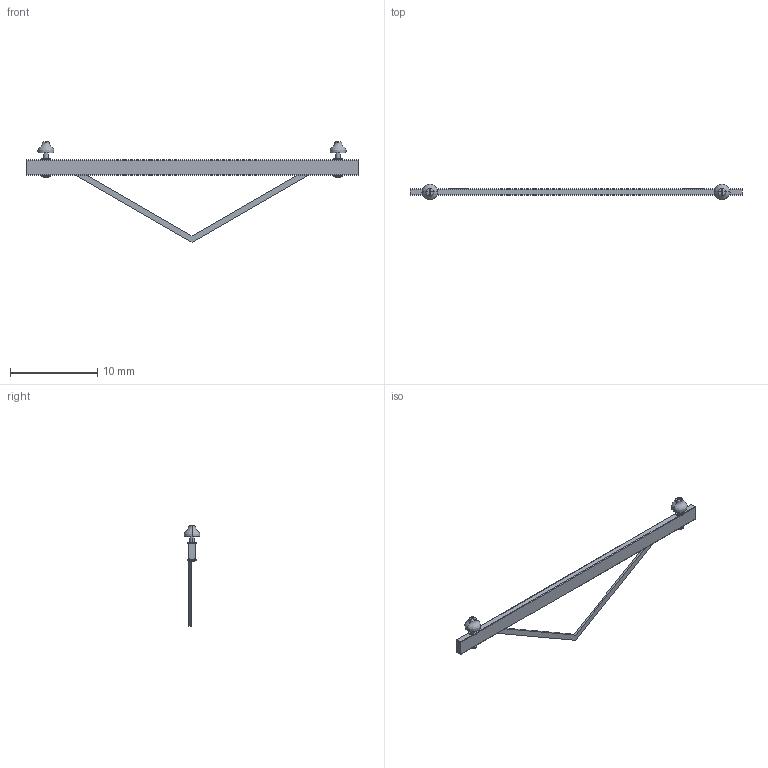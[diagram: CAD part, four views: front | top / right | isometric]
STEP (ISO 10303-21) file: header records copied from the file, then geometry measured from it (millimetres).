
FILE_DESCRIPTION(/* description */ (''),/* implementation_level */ '2;1');
FILE_NAME(/* name */ 'scale utility pole only cross brace',/* time_stamp */ '2024-11-01T13:36:24-04:00',/* author */ (''),/* organization */ (''),/* preprocessor_version */ 'ST-DEVELOPER v19.2',/* originating_system */ 'Rhino 8.12',/* authorisation */ '');
FILE_SCHEMA (('CONFIG_CONTROL_DESIGN'));
Length unit declared in the file: inch
Products named in the file (1): Document
Bounding box: 38.1 x 1.8 x 11.54 mm (x, y, z)
Volume: 58 mm3; surface area: 278.6 mm2
Topology: 4 solids, 4 shells, 58 faces, 120 edges, 80 vertices
Faces by surface type: cylinder 28, plane 26, bspline 4
Entity records: 1918 total; most frequent: CARTESIAN_POINT 716, ORIENTED_EDGE 240, DIRECTION 162, EDGE_CURVE 120, AXIS2_PLACEMENT_3D 108, VERTEX_POINT 80, EDGE_LOOP 68, ADVANCED_FACE 58
